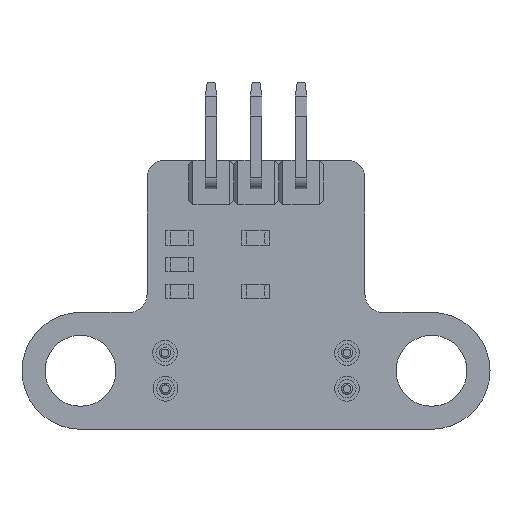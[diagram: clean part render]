
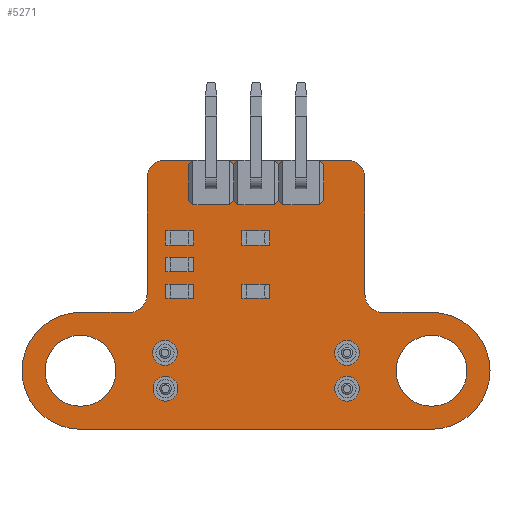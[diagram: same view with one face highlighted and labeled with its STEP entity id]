
A CAD part, front view. The second image highlights one B-rep face of the part: STEP entity #5271.
In plain terms, the highlighted planar face has unit normal (0, -1, 0).
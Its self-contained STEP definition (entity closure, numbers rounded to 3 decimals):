
#114=FACE_BOUND('',#770,.T.);
#115=FACE_BOUND('',#771,.T.);
#116=FACE_BOUND('',#772,.T.);
#117=FACE_BOUND('',#773,.T.);
#118=FACE_BOUND('',#774,.T.);
#119=FACE_BOUND('',#775,.T.);
#120=FACE_BOUND('',#776,.T.);
#121=FACE_BOUND('',#777,.T.);
#122=FACE_BOUND('',#778,.T.);
#148=PLANE('',#5697);
#411=FACE_OUTER_BOUND('',#769,.T.);
#769=EDGE_LOOP('',(#3763,#3764,#3765,#3766,#3767,#3768,#3769,#3770,#3771,
#3772,#3773,#3774));
#770=EDGE_LOOP('',(#3775));
#771=EDGE_LOOP('',(#3776));
#772=EDGE_LOOP('',(#3777));
#773=EDGE_LOOP('',(#3778));
#774=EDGE_LOOP('',(#3779));
#775=EDGE_LOOP('',(#3780));
#776=EDGE_LOOP('',(#3781));
#777=EDGE_LOOP('',(#3782));
#778=EDGE_LOOP('',(#3783));
#1132=LINE('',#7881,#1697);
#1137=LINE('',#7895,#1702);
#1141=LINE('',#7907,#1706);
#1145=LINE('',#7919,#1710);
#1149=LINE('',#7931,#1714);
#1153=LINE('',#7943,#1718);
#1697=VECTOR('',#6249,10.);
#1702=VECTOR('',#6262,10.);
#1706=VECTOR('',#6274,10.);
#1710=VECTOR('',#6286,10.);
#1714=VECTOR('',#6298,10.);
#1718=VECTOR('',#6310,10.);
#2253=CIRCLE('',#5646,0.51);
#2255=CIRCLE('',#5649,0.51);
#2257=CIRCLE('',#5652,0.51);
#2259=CIRCLE('',#5655,0.51);
#2261=CIRCLE('',#5658,0.51);
#2263=CIRCLE('',#5661,0.51);
#2265=CIRCLE('',#5664,0.51);
#2268=CIRCLE('',#5668,2.);
#2270=CIRCLE('',#5671,2.);
#2271=CIRCLE('',#5674,1.);
#2273=CIRCLE('',#5678,1.);
#2275=CIRCLE('',#5682,1.);
#2277=CIRCLE('',#5686,1.);
#2279=CIRCLE('',#5690,3.3);
#2281=CIRCLE('',#5694,3.3);
#2433=VERTEX_POINT('',#7825);
#2435=VERTEX_POINT('',#7831);
#2437=VERTEX_POINT('',#7837);
#2439=VERTEX_POINT('',#7843);
#2441=VERTEX_POINT('',#7849);
#2443=VERTEX_POINT('',#7855);
#2445=VERTEX_POINT('',#7861);
#2448=VERTEX_POINT('',#7869);
#2450=VERTEX_POINT('',#7875);
#2451=VERTEX_POINT('',#7879);
#2452=VERTEX_POINT('',#7880);
#2455=VERTEX_POINT('',#7888);
#2457=VERTEX_POINT('',#7894);
#2459=VERTEX_POINT('',#7900);
#2461=VERTEX_POINT('',#7906);
#2463=VERTEX_POINT('',#7912);
#2465=VERTEX_POINT('',#7918);
#2467=VERTEX_POINT('',#7924);
#2469=VERTEX_POINT('',#7930);
#2471=VERTEX_POINT('',#7936);
#2473=VERTEX_POINT('',#7942);
#2905=EDGE_CURVE('',#2433,#2433,#2253,.T.);
#2908=EDGE_CURVE('',#2435,#2435,#2255,.T.);
#2911=EDGE_CURVE('',#2437,#2437,#2257,.T.);
#2914=EDGE_CURVE('',#2439,#2439,#2259,.T.);
#2917=EDGE_CURVE('',#2441,#2441,#2261,.T.);
#2920=EDGE_CURVE('',#2443,#2443,#2263,.T.);
#2923=EDGE_CURVE('',#2445,#2445,#2265,.T.);
#2928=EDGE_CURVE('',#2448,#2448,#2268,.T.);
#2931=EDGE_CURVE('',#2450,#2450,#2270,.T.);
#2932=EDGE_CURVE('',#2451,#2452,#1132,.T.);
#2936=EDGE_CURVE('',#2452,#2455,#2271,.T.);
#2939=EDGE_CURVE('',#2457,#2455,#1137,.T.);
#2942=EDGE_CURVE('',#2459,#2457,#2273,.T.);
#2945=EDGE_CURVE('',#2461,#2459,#1141,.T.);
#2948=EDGE_CURVE('',#2463,#2461,#2275,.T.);
#2951=EDGE_CURVE('',#2465,#2463,#1145,.T.);
#2954=EDGE_CURVE('',#2465,#2467,#2277,.T.);
#2957=EDGE_CURVE('',#2467,#2469,#1149,.T.);
#2960=EDGE_CURVE('',#2471,#2469,#2279,.T.);
#2963=EDGE_CURVE('',#2473,#2471,#1153,.T.);
#2966=EDGE_CURVE('',#2451,#2473,#2281,.T.);
#3763=ORIENTED_EDGE('',*,*,#2966,.F.);
#3764=ORIENTED_EDGE('',*,*,#2932,.T.);
#3765=ORIENTED_EDGE('',*,*,#2936,.T.);
#3766=ORIENTED_EDGE('',*,*,#2939,.F.);
#3767=ORIENTED_EDGE('',*,*,#2942,.F.);
#3768=ORIENTED_EDGE('',*,*,#2945,.F.);
#3769=ORIENTED_EDGE('',*,*,#2948,.F.);
#3770=ORIENTED_EDGE('',*,*,#2951,.F.);
#3771=ORIENTED_EDGE('',*,*,#2954,.T.);
#3772=ORIENTED_EDGE('',*,*,#2957,.T.);
#3773=ORIENTED_EDGE('',*,*,#2960,.F.);
#3774=ORIENTED_EDGE('',*,*,#2963,.F.);
#3775=ORIENTED_EDGE('',*,*,#2905,.T.);
#3776=ORIENTED_EDGE('',*,*,#2908,.T.);
#3777=ORIENTED_EDGE('',*,*,#2911,.T.);
#3778=ORIENTED_EDGE('',*,*,#2914,.T.);
#3779=ORIENTED_EDGE('',*,*,#2917,.T.);
#3780=ORIENTED_EDGE('',*,*,#2920,.T.);
#3781=ORIENTED_EDGE('',*,*,#2923,.T.);
#3782=ORIENTED_EDGE('',*,*,#2931,.F.);
#3783=ORIENTED_EDGE('',*,*,#2928,.F.);
#5271=ADVANCED_FACE('',(#411,#114,#115,#116,#117,#118,#119,#120,#121,#122),
#148,.F.);
#5646=AXIS2_PLACEMENT_3D('',#7826,#6186,#6187);
#5649=AXIS2_PLACEMENT_3D('',#7832,#6193,#6194);
#5652=AXIS2_PLACEMENT_3D('',#7838,#6200,#6201);
#5655=AXIS2_PLACEMENT_3D('',#7844,#6207,#6208);
#5658=AXIS2_PLACEMENT_3D('',#7850,#6214,#6215);
#5661=AXIS2_PLACEMENT_3D('',#7856,#6221,#6222);
#5664=AXIS2_PLACEMENT_3D('',#7862,#6228,#6229);
#5668=AXIS2_PLACEMENT_3D('',#7871,#6238,#6239);
#5671=AXIS2_PLACEMENT_3D('',#7877,#6245,#6246);
#5674=AXIS2_PLACEMENT_3D('',#7889,#6255,#6256);
#5678=AXIS2_PLACEMENT_3D('',#7901,#6267,#6268);
#5682=AXIS2_PLACEMENT_3D('',#7913,#6279,#6280);
#5686=AXIS2_PLACEMENT_3D('',#7925,#6291,#6292);
#5690=AXIS2_PLACEMENT_3D('',#7937,#6303,#6304);
#5694=AXIS2_PLACEMENT_3D('',#7948,#6315,#6316);
#5697=AXIS2_PLACEMENT_3D('',#7951,#6321,#6322);
#6186=DIRECTION('center_axis',(0.,1.,0.));
#6187=DIRECTION('ref_axis',(1.,0.,0.));
#6193=DIRECTION('center_axis',(0.,1.,0.));
#6194=DIRECTION('ref_axis',(1.,0.,0.));
#6200=DIRECTION('center_axis',(0.,1.,0.));
#6201=DIRECTION('ref_axis',(1.,0.,0.));
#6207=DIRECTION('center_axis',(0.,1.,0.));
#6208=DIRECTION('ref_axis',(1.,0.,0.));
#6214=DIRECTION('center_axis',(0.,1.,0.));
#6215=DIRECTION('ref_axis',(1.,0.,0.));
#6221=DIRECTION('center_axis',(0.,1.,0.));
#6222=DIRECTION('ref_axis',(1.,0.,0.));
#6228=DIRECTION('center_axis',(0.,1.,0.));
#6229=DIRECTION('ref_axis',(1.,0.,0.));
#6238=DIRECTION('center_axis',(0.,-1.,0.));
#6239=DIRECTION('ref_axis',(1.,0.,0.));
#6245=DIRECTION('center_axis',(0.,-1.,0.));
#6246=DIRECTION('ref_axis',(1.,0.,0.));
#6249=DIRECTION('',(-1.,0.,0.));
#6255=DIRECTION('center_axis',(0.,1.,0.));
#6256=DIRECTION('ref_axis',(0.,0.,-1.));
#6262=DIRECTION('',(0.,0.,-1.));
#6267=DIRECTION('center_axis',(0.,1.,0.));
#6268=DIRECTION('ref_axis',(0.,0.,1.));
#6274=DIRECTION('',(1.,0.,0.));
#6279=DIRECTION('center_axis',(0.,1.,0.));
#6280=DIRECTION('ref_axis',(-1.,0.,0.));
#6286=DIRECTION('',(0.,0.,1.));
#6291=DIRECTION('center_axis',(0.,1.,0.));
#6292=DIRECTION('ref_axis',(1.,0.,0.));
#6298=DIRECTION('',(-1.,0.,0.));
#6303=DIRECTION('center_axis',(0.,1.,0.));
#6304=DIRECTION('ref_axis',(0.,0.,-1.));
#6310=DIRECTION('',(-1.,0.,0.));
#6315=DIRECTION('center_axis',(0.,1.,0.));
#6316=DIRECTION('ref_axis',(0.,0.,1.));
#6321=DIRECTION('center_axis',(0.,1.,0.));
#6322=DIRECTION('ref_axis',(1.,0.,0.));
#7825=CARTESIAN_POINT('',(17.838,0.,-10.89));
#7826=CARTESIAN_POINT('Origin',(18.348,0.,-10.89));
#7831=CARTESIAN_POINT('',(17.838,0.,-12.91));
#7832=CARTESIAN_POINT('Origin',(18.348,0.,-12.91));
#7837=CARTESIAN_POINT('',(7.591,0.,-12.91));
#7838=CARTESIAN_POINT('Origin',(8.101,0.,-12.91));
#7843=CARTESIAN_POINT('',(7.561,0.,-10.89));
#7844=CARTESIAN_POINT('Origin',(8.071,0.,-10.89));
#7849=CARTESIAN_POINT('',(10.16,0.,-1.3));
#7850=CARTESIAN_POINT('Origin',(10.67,0.,-1.3));
#7855=CARTESIAN_POINT('',(15.24,0.,-1.3));
#7856=CARTESIAN_POINT('Origin',(15.75,0.,-1.3));
#7861=CARTESIAN_POINT('',(12.7,0.,-1.3));
#7862=CARTESIAN_POINT('Origin',(13.21,0.,-1.3));
#7869=CARTESIAN_POINT('',(21.12,0.,-11.9));
#7871=CARTESIAN_POINT('Origin',(23.12,0.,-11.9));
#7875=CARTESIAN_POINT('',(1.3,0.,-11.9));
#7877=CARTESIAN_POINT('Origin',(3.3,0.,-11.9));
#7879=CARTESIAN_POINT('',(23.12,0.,-8.6));
#7880=CARTESIAN_POINT('',(20.36,0.,-8.6));
#7881=CARTESIAN_POINT('',(23.12,0.,-8.6));
#7888=CARTESIAN_POINT('',(19.36,0.,-7.6));
#7889=CARTESIAN_POINT('Origin',(20.36,0.,-7.6));
#7894=CARTESIAN_POINT('',(19.36,0.,-1.));
#7895=CARTESIAN_POINT('',(19.36,0.,-1.));
#7900=CARTESIAN_POINT('',(18.36,0.,0.));
#7901=CARTESIAN_POINT('Origin',(18.36,0.,-1.));
#7906=CARTESIAN_POINT('',(8.06,0.,0.));
#7907=CARTESIAN_POINT('',(8.06,0.,0.));
#7912=CARTESIAN_POINT('',(7.06,0.,-1.));
#7913=CARTESIAN_POINT('Origin',(8.06,0.,-1.));
#7918=CARTESIAN_POINT('',(7.06,0.,-7.6));
#7919=CARTESIAN_POINT('',(7.06,0.,-7.6));
#7924=CARTESIAN_POINT('',(6.06,0.,-8.6));
#7925=CARTESIAN_POINT('Origin',(6.06,0.,-7.6));
#7930=CARTESIAN_POINT('',(3.3,0.,-8.6));
#7931=CARTESIAN_POINT('',(6.06,0.,-8.6));
#7936=CARTESIAN_POINT('',(3.3,0.,-15.2));
#7937=CARTESIAN_POINT('Origin',(3.3,0.,-11.9));
#7942=CARTESIAN_POINT('',(23.12,0.,-15.2));
#7943=CARTESIAN_POINT('',(23.12,0.,-15.2));
#7948=CARTESIAN_POINT('Origin',(23.12,0.,-11.9));
#7951=CARTESIAN_POINT('Origin',(13.21,0.,-7.6));
